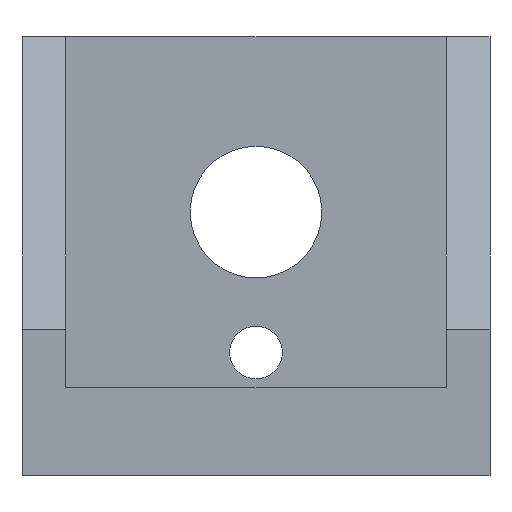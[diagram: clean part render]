
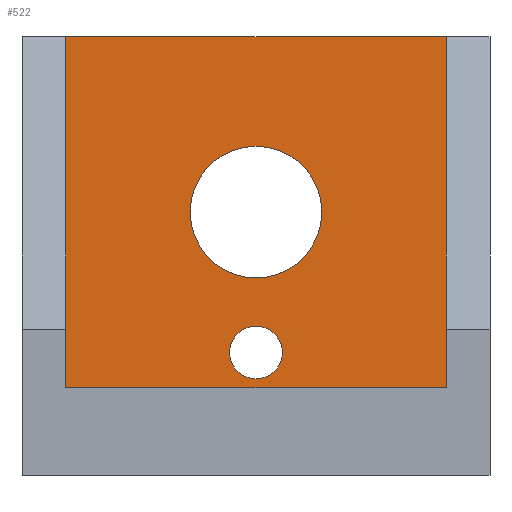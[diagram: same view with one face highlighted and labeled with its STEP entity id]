
A CAD part, front view. The second image highlights one B-rep face of the part: STEP entity #522.
In plain terms, the highlighted planar face has unit normal (0, -1, 0).
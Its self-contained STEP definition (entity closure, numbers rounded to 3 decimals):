
#24=FACE_BOUND('',#94,.T.);
#25=FACE_BOUND('',#95,.T.);
#41=PLANE('',#574);
#60=FACE_OUTER_BOUND('',#93,.T.);
#93=EDGE_LOOP('',(#420,#421,#422,#423));
#94=EDGE_LOOP('',(#424));
#95=EDGE_LOOP('',(#425));
#135=LINE('',#805,#187);
#145=LINE('',#826,#197);
#147=LINE('',#829,#199);
#148=LINE('',#839,#200);
#187=VECTOR('',#651,10.);
#197=VECTOR('',#667,10.);
#199=VECTOR('',#671,10.);
#200=VECTOR('',#682,10.);
#220=CIRCLE('',#553,4.5);
#229=CIRCLE('',#575,11.25);
#240=VERTEX_POINT('',#753);
#256=VERTEX_POINT('',#797);
#258=VERTEX_POINT('',#803);
#265=VERTEX_POINT('',#821);
#266=VERTEX_POINT('',#825);
#271=VERTEX_POINT('',#840);
#287=EDGE_CURVE('',#240,#240,#220,.T.);
#311=EDGE_CURVE('',#256,#258,#135,.T.);
#321=EDGE_CURVE('',#266,#265,#145,.T.);
#323=EDGE_CURVE('',#266,#258,#147,.T.);
#328=EDGE_CURVE('',#256,#265,#148,.T.);
#329=EDGE_CURVE('',#271,#271,#229,.T.);
#420=ORIENTED_EDGE('',*,*,#321,.T.);
#421=ORIENTED_EDGE('',*,*,#328,.F.);
#422=ORIENTED_EDGE('',*,*,#311,.T.);
#423=ORIENTED_EDGE('',*,*,#323,.F.);
#424=ORIENTED_EDGE('',*,*,#287,.T.);
#425=ORIENTED_EDGE('',*,*,#329,.T.);
#522=ADVANCED_FACE('',(#60,#24,#25),#41,.T.);
#553=AXIS2_PLACEMENT_3D('',#755,#606,#607);
#574=AXIS2_PLACEMENT_3D('',#838,#680,#681);
#575=AXIS2_PLACEMENT_3D('',#841,#683,#684);
#606=DIRECTION('center_axis',(0.,1.,0.));
#607=DIRECTION('ref_axis',(0.,0.,1.));
#651=DIRECTION('',(0.,0.,-1.));
#667=DIRECTION('',(0.,0.,1.));
#671=DIRECTION('',(-1.,0.,0.));
#680=DIRECTION('center_axis',(0.,-1.,0.));
#681=DIRECTION('ref_axis',(1.,0.,0.));
#682=DIRECTION('',(1.,0.,0.));
#683=DIRECTION('center_axis',(0.,1.,0.));
#684=DIRECTION('ref_axis',(0.,0.,-1.));
#753=CARTESIAN_POINT('',(40.,50.,16.5));
#755=CARTESIAN_POINT('Origin',(40.,50.,21.));
#797=CARTESIAN_POINT('',(7.5,50.,75.));
#803=CARTESIAN_POINT('',(7.5,50.,15.));
#805=CARTESIAN_POINT('',(7.5,50.,15.));
#821=CARTESIAN_POINT('',(72.5,50.,75.));
#825=CARTESIAN_POINT('',(72.5,50.,15.));
#826=CARTESIAN_POINT('',(72.5,50.,15.));
#829=CARTESIAN_POINT('',(20.,50.,15.));
#838=CARTESIAN_POINT('Origin',(0.,50.,15.));
#839=CARTESIAN_POINT('',(0.,50.,75.));
#840=CARTESIAN_POINT('',(40.,50.,56.25));
#841=CARTESIAN_POINT('Origin',(40.,50.,45.));
